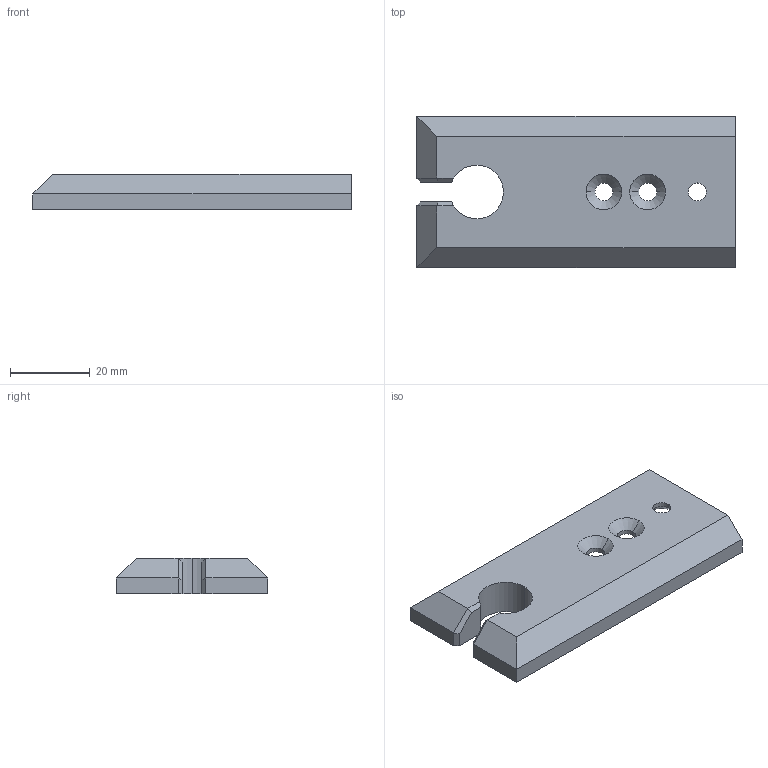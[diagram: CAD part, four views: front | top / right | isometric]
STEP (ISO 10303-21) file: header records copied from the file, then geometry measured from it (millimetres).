
FILE_DESCRIPTION (( 'STEP AP214' ), '1' );
FILE_NAME ('Seuil Platine HA2.STEP', '2022-04-14T22:27:52', ( '' ), ( '' ), 'SwSTEP 2.0', 'SolidWorks 2021', '' );
FILE_SCHEMA (( 'AUTOMOTIVE_DESIGN' ));
Length unit declared in the file: millimetre
Products named in the file (1): Seuil Platine HA2
Bounding box: 80 x 38 x 9 mm (x, y, z)
Volume: 15693.8 mm3; surface area: 8235 mm2
Topology: 1 solids, 1 shells, 39 faces, 99 edges, 62 vertices
Faces by surface type: plane 23, cylinder 10, cone 6
Entity records: 1209 total; most frequent: CARTESIAN_POINT 207, DIRECTION 203, ORIENTED_EDGE 198, EDGE_CURVE 99, VECTOR 71, LINE 71, AXIS2_PLACEMENT_3D 66, VERTEX_POINT 62
